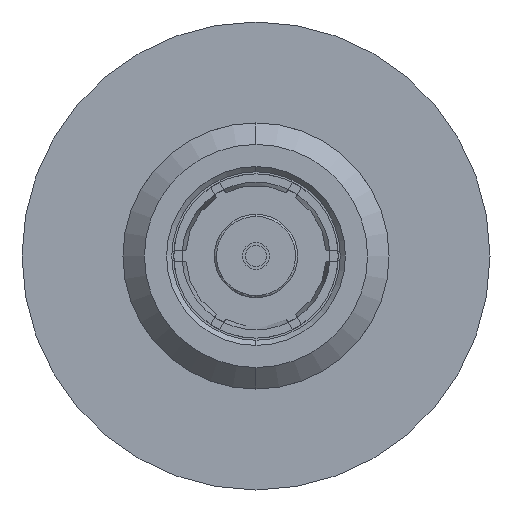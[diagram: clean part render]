
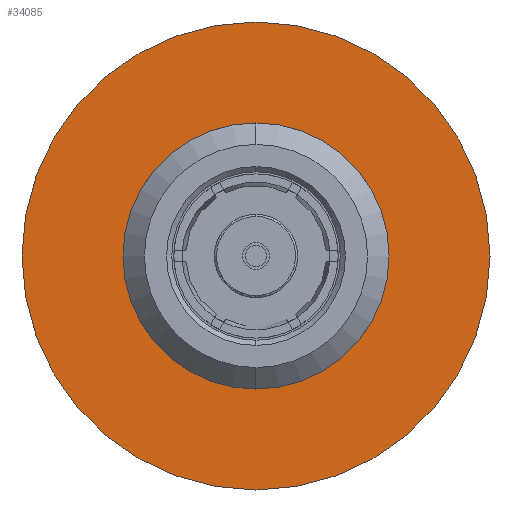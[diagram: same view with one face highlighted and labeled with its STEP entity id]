
A CAD part, left-side view. The second image highlights one B-rep face of the part: STEP entity #34085.
In plain terms, the highlighted face is planar.
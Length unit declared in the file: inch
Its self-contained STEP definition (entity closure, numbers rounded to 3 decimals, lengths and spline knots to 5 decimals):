
#1701 = PLANE ( 'NONE',  #80260 ) ;
#2352 = CARTESIAN_POINT ( 'NONE',  ( 0.68564, 0.07326, 0. ) ) ;
#5624 = VERTEX_POINT ( 'NONE', #84639 ) ;
#7458 = DIRECTION ( 'NONE',  ( 0., 0., -1. ) ) ;
#15540 = ORIENTED_EDGE ( 'NONE', *, *, #101583, .F. ) ;
#19133 = DIRECTION ( 'NONE',  ( 1., 0., 0. ) ) ;
#20687 = ORIENTED_EDGE ( 'NONE', *, *, #96306, .F. ) ;
#22282 = FACE_OUTER_BOUND ( 'NONE', #33972, .T. ) ;
#24254 = AXIS2_PLACEMENT_3D ( 'NONE', #59023, #19133, #60331 ) ;
#26253 = ORIENTED_EDGE ( 'NONE', *, *, #50413, .T. ) ;
#27153 = AXIS2_PLACEMENT_3D ( 'NONE', #92219, #50387, #112828 ) ;
#33972 = EDGE_LOOP ( 'NONE', ( #78686, #26253 ) ) ;
#34085 = ADVANCED_FACE ( 'NONE', ( #90754, #22282 ), #1701, .F. ) ;
#37225 = EDGE_CURVE ( 'NONE', #95349, #70808, #48400, .T. ) ;
#47974 = CARTESIAN_POINT ( 'NONE',  ( 0.68564, 0., 0. ) ) ;
#48400 = CIRCLE ( 'NONE', #27153, 0.225 ) ;
#50387 = DIRECTION ( 'NONE',  ( 1., 0., 0. ) ) ;
#50413 = EDGE_CURVE ( 'NONE', #70808, #95349, #67189, .T. ) ;
#59023 = CARTESIAN_POINT ( 'NONE',  ( 0.68564, 0., 0. ) ) ;
#60307 = CARTESIAN_POINT ( 'NONE',  ( 0.68564, 0., 0.225 ) ) ;
#60331 = DIRECTION ( 'NONE',  ( 0., 0., 1. ) ) ;
#60354 = CIRCLE ( 'NONE', #24254, 0.1065 ) ;
#67189 = CIRCLE ( 'NONE', #101121, 0.225 ) ;
#67739 = CARTESIAN_POINT ( 'NONE',  ( 0.68564, 0., -0.225 ) ) ;
#70808 = VERTEX_POINT ( 'NONE', #67739 ) ;
#78686 = ORIENTED_EDGE ( 'NONE', *, *, #37225, .T. ) ;
#80260 = AXIS2_PLACEMENT_3D ( 'NONE', #2352, #131273, #123280 ) ;
#84639 = CARTESIAN_POINT ( 'NONE',  ( 0.68564, 0., 0.1065 ) ) ;
#90754 = FACE_BOUND ( 'NONE', #129818, .T. ) ;
#92219 = CARTESIAN_POINT ( 'NONE',  ( 0.68564, 0., 0. ) ) ;
#94011 = CARTESIAN_POINT ( 'NONE',  ( 0.68564, 0., 0. ) ) ;
#95349 = VERTEX_POINT ( 'NONE', #60307 ) ;
#96306 = EDGE_CURVE ( 'NONE', #112608, #5624, #60354, .T. ) ;
#99086 = DIRECTION ( 'NONE',  ( 1., 0., 0. ) ) ;
#101121 = AXIS2_PLACEMENT_3D ( 'NONE', #47974, #99086, #7458 ) ;
#101583 = EDGE_CURVE ( 'NONE', #5624, #112608, #119810, .T. ) ;
#101885 = CARTESIAN_POINT ( 'NONE',  ( 0.68564, 0., -0.1065 ) ) ;
#104655 = DIRECTION ( 'NONE',  ( 0., 0., 1. ) ) ;
#112608 = VERTEX_POINT ( 'NONE', #101885 ) ;
#112828 = DIRECTION ( 'NONE',  ( 0., 0., -1. ) ) ;
#114633 = DIRECTION ( 'NONE',  ( 1., 0., 0. ) ) ;
#117738 = AXIS2_PLACEMENT_3D ( 'NONE', #94011, #114633, #104655 ) ;
#119810 = CIRCLE ( 'NONE', #117738, 0.1065 ) ;
#123280 = DIRECTION ( 'NONE',  ( 0., 0., 1. ) ) ;
#129818 = EDGE_LOOP ( 'NONE', ( #15540, #20687 ) ) ;
#131273 = DIRECTION ( 'NONE',  ( -1., 0., 0. ) ) ;
